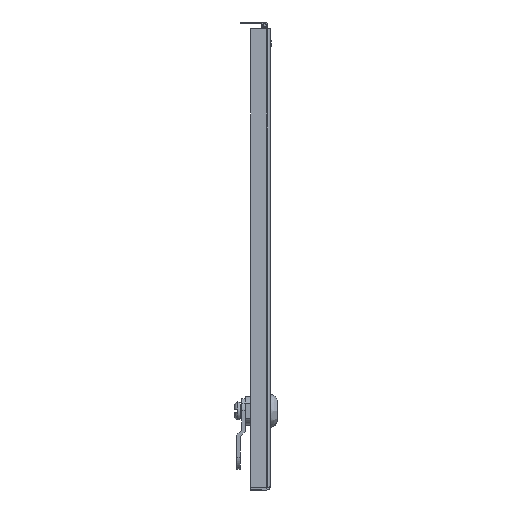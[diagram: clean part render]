
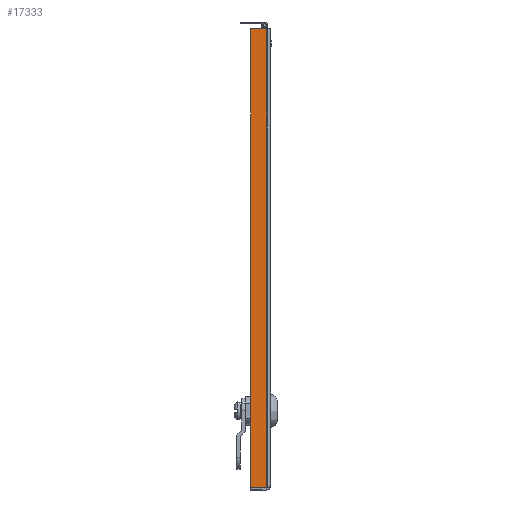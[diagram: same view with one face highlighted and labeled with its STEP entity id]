
A CAD part, left-side view. The second image highlights one B-rep face of the part: STEP entity #17333.
In plain terms, the highlighted planar face has unit normal (-1, 0, 0).
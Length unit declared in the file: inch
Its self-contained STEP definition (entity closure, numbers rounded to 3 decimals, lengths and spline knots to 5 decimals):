
#1690 = LINE ( 'NONE', #10805, #13768 ) ;
#2275 = ORIENTED_EDGE ( 'NONE', *, *, #14633, .F. ) ;
#2759 = ORIENTED_EDGE ( 'NONE', *, *, #15106, .F. ) ;
#2874 = LINE ( 'NONE', #8663, #10457 ) ;
#3232 = CARTESIAN_POINT ( 'NONE',  ( -12.297, 0.5, 5.875 ) ) ;
#3484 = VERTEX_POINT ( 'NONE', #3232 ) ;
#3725 = ORIENTED_EDGE ( 'NONE', *, *, #15794, .F. ) ;
#3796 = DIRECTION ( 'NONE',  ( 1., 0., 0. ) ) ;
#4164 = FACE_OUTER_BOUND ( 'NONE', #12559, .T. ) ;
#4441 = CARTESIAN_POINT ( 'NONE',  ( -12.297, 0.086, -5.81789 ) ) ;
#4487 = CARTESIAN_POINT ( 'NONE',  ( -12.297, 0., -5.81789 ) ) ;
#4760 = DIRECTION ( 'NONE',  ( 0., 1., 0. ) ) ;
#4850 = AXIS2_PLACEMENT_3D ( 'NONE', #12732, #3796, #15599 ) ;
#4926 = VECTOR ( 'NONE', #4760, 39.37008 ) ;
#5280 = EDGE_CURVE ( 'NONE', #3484, #16704, #8054, .T. ) ;
#7769 = CARTESIAN_POINT ( 'NONE',  ( -12.297, 0.057, 5.875 ) ) ;
#8054 = LINE ( 'NONE', #7769, #16133 ) ;
#8344 = PLANE ( 'NONE',  #4850 ) ;
#8663 = CARTESIAN_POINT ( 'NONE',  ( -12.297, 0.086, 5.875 ) ) ;
#8947 = VERTEX_POINT ( 'NONE', #16646 ) ;
#10145 = VERTEX_POINT ( 'NONE', #4441 ) ;
#10457 = VECTOR ( 'NONE', #12777, 39.37008 ) ;
#10577 = LINE ( 'NONE', #4487, #4926 ) ;
#10805 = CARTESIAN_POINT ( 'NONE',  ( -12.297, 0.5, -23.414 ) ) ;
#11600 = DIRECTION ( 'NONE',  ( 0., 0., 1. ) ) ;
#11818 = CARTESIAN_POINT ( 'NONE',  ( -12.297, 0.086, 5.875 ) ) ;
#12559 = EDGE_LOOP ( 'NONE', ( #16509, #2759, #2275, #3725 ) ) ;
#12732 = CARTESIAN_POINT ( 'NONE',  ( -12.297, 0., -23.414 ) ) ;
#12777 = DIRECTION ( 'NONE',  ( 0., 0., -1. ) ) ;
#13768 = VECTOR ( 'NONE', #11600, 39.37008 ) ;
#14633 = EDGE_CURVE ( 'NONE', #10145, #8947, #10577, .T. ) ;
#15106 = EDGE_CURVE ( 'NONE', #8947, #3484, #1690, .T. ) ;
#15599 = DIRECTION ( 'NONE',  ( 0., 0., -1. ) ) ;
#15794 = EDGE_CURVE ( 'NONE', #16704, #10145, #2874, .T. ) ;
#16133 = VECTOR ( 'NONE', #16721, 39.37008 ) ;
#16509 = ORIENTED_EDGE ( 'NONE', *, *, #5280, .F. ) ;
#16646 = CARTESIAN_POINT ( 'NONE',  ( -12.297, 0.5, -5.81789 ) ) ;
#16704 = VERTEX_POINT ( 'NONE', #11818 ) ;
#16721 = DIRECTION ( 'NONE',  ( 0., -1., 0. ) ) ;
#17333 = ADVANCED_FACE ( 'NONE', ( #4164 ), #8344, .F. ) ;
